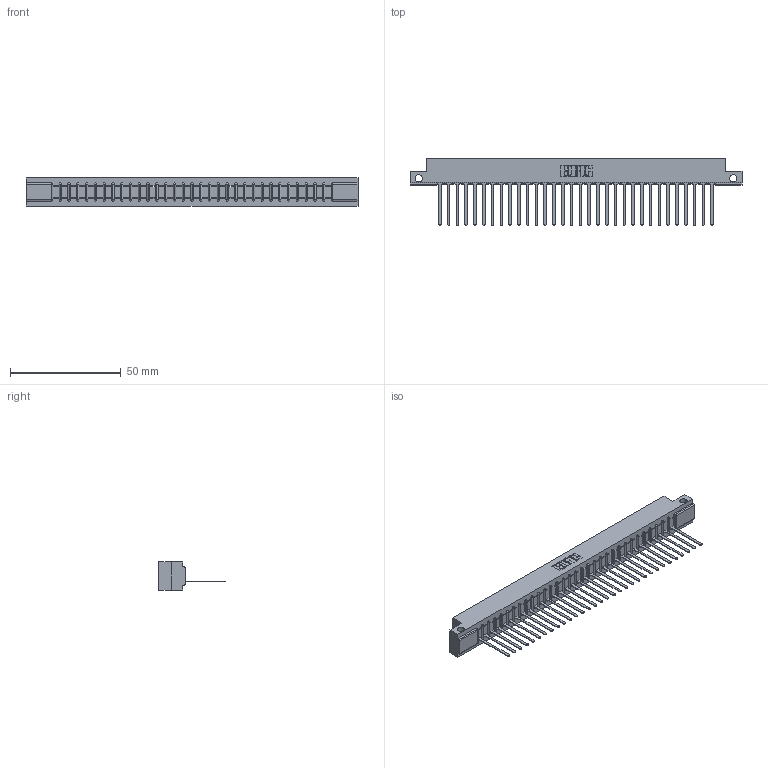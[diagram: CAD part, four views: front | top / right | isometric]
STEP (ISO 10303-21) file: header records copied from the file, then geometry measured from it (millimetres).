
FILE_DESCRIPTION (( 'STEP AP203' ), '1' );
FILE_NAME ('307-032-545-112.STEP', '2019-09-04T01:19:11', ( '' ), ( '' ), 'SwSTEP 2.0', 'SolidWorks 2016', '' );
FILE_SCHEMA (( 'CONFIG_CONTROL_DESIGN' ));
Length unit declared in the file: inch
Products named in the file (3): 307 Part_.128 Dia Side Mounting Holes; 307-290-001_545; 307-032-545-112
Assembly tree (33 placements, depth 2):
  307-032-545-112
    307 Part_.128 Dia Side Mounting Holes
    307-290-001_545  x32
Bounding box: 149.81 x 30 x 12.7 mm (x, y, z)
Volume: 15483.3 mm3; surface area: 17085.3 mm2
Topology: 33 solids, 33 shells, 1943 faces, 5507 edges, 3538 vertices
Faces by surface type: plane 1254, cylinder 623, sphere 66
Entity records: 28636 total; most frequent: CARTESIAN_POINT 4820, ORIENTED_EDGE 4806, DIRECTION 4693, EDGE_CURVE 2403, VECTOR 1839, LINE 1839, VERTEX_POINT 1554, AXIS2_PLACEMENT_3D 1427
